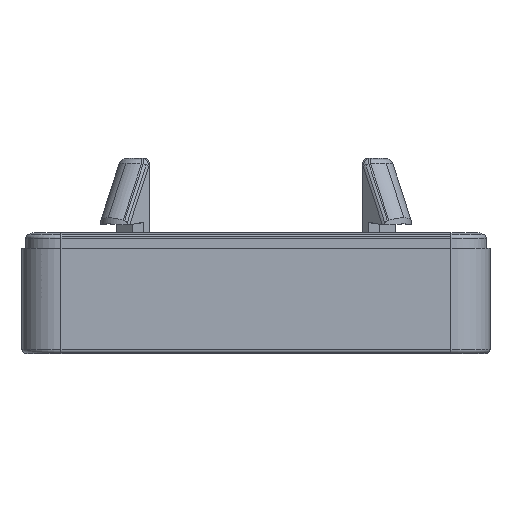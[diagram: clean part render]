
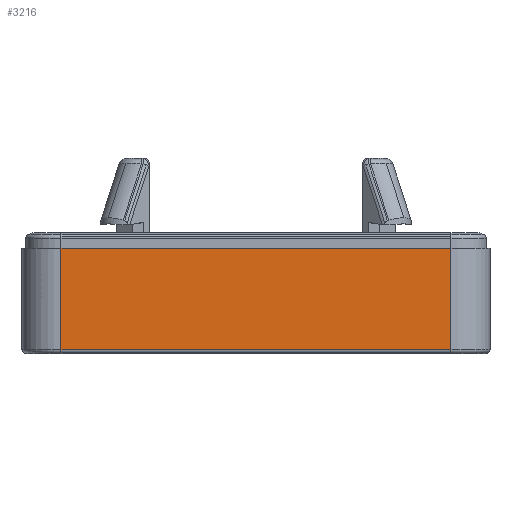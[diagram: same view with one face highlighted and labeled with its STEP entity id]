
A CAD part, left-side view. The second image highlights one B-rep face of the part: STEP entity #3216.
In plain terms, the highlighted planar face has unit normal (-1, 0, 0).
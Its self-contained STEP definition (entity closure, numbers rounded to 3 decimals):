
#778 = EDGE_CURVE ( 'NONE', #14570, #14436, #7984, .T. ) ;
#1106 = DIRECTION ( 'NONE',  ( -1., 0., 0. ) ) ;
#1427 = CARTESIAN_POINT ( 'NONE',  ( -74., -25., -13. ) ) ;
#1785 = LINE ( 'NONE', #11492, #12765 ) ;
#1922 = ORIENTED_EDGE ( 'NONE', *, *, #7709, .F. ) ;
#1948 = CARTESIAN_POINT ( 'NONE',  ( -74., -25., -13. ) ) ;
#2235 = VERTEX_POINT ( 'NONE', #5554 ) ;
#2380 = ORIENTED_EDGE ( 'NONE', *, *, #5980, .F. ) ;
#3216 = ADVANCED_FACE ( 'NONE', ( #5979 ), #14531, .T. ) ;
#3936 = LINE ( 'NONE', #1427, #12592 ) ;
#5153 = EDGE_LOOP ( 'NONE', ( #1922, #8671, #2380, #6595 ) ) ;
#5500 = EDGE_CURVE ( 'NONE', #11229, #2235, #1785, .T. ) ;
#5554 = CARTESIAN_POINT ( 'NONE',  ( -74., 25., -13. ) ) ;
#5979 = FACE_OUTER_BOUND ( 'NONE', #5153, .T. ) ;
#5980 = EDGE_CURVE ( 'NONE', #11229, #14570, #13835, .T. ) ;
#6225 = DIRECTION ( 'NONE',  ( 0., 1., 0. ) ) ;
#6336 = DIRECTION ( 'NONE',  ( 0., -1., 0. ) ) ;
#6354 = VECTOR ( 'NONE', #6336, 1000. ) ;
#6595 = ORIENTED_EDGE ( 'NONE', *, *, #5500, .T. ) ;
#7551 = CARTESIAN_POINT ( 'NONE',  ( -74., 25., 0. ) ) ;
#7709 = EDGE_CURVE ( 'NONE', #14436, #2235, #3936, .T. ) ;
#7724 = CARTESIAN_POINT ( 'NONE',  ( -74., 25., 0. ) ) ;
#7984 = LINE ( 'NONE', #11606, #10332 ) ;
#8058 = DIRECTION ( 'NONE',  ( 0., 0., -1. ) ) ;
#8671 = ORIENTED_EDGE ( 'NONE', *, *, #778, .F. ) ;
#10332 = VECTOR ( 'NONE', #8058, 1000. ) ;
#10445 = DIRECTION ( 'NONE',  ( 0., 0., -1. ) ) ;
#10982 = DIRECTION ( 'NONE',  ( 0., 0., 1. ) ) ;
#11073 = CARTESIAN_POINT ( 'NONE',  ( -74., 25., 0. ) ) ;
#11229 = VERTEX_POINT ( 'NONE', #7551 ) ;
#11400 = AXIS2_PLACEMENT_3D ( 'NONE', #11073, #1106, #10982 ) ;
#11492 = CARTESIAN_POINT ( 'NONE',  ( -74., 25., 0. ) ) ;
#11606 = CARTESIAN_POINT ( 'NONE',  ( -74., -25., 0. ) ) ;
#12592 = VECTOR ( 'NONE', #6225, 1000. ) ;
#12765 = VECTOR ( 'NONE', #10445, 1000. ) ;
#13835 = LINE ( 'NONE', #7724, #6354 ) ;
#14436 = VERTEX_POINT ( 'NONE', #1948 ) ;
#14531 = PLANE ( 'NONE',  #11400 ) ;
#14570 = VERTEX_POINT ( 'NONE', #14803 ) ;
#14803 = CARTESIAN_POINT ( 'NONE',  ( -74., -25., 0. ) ) ;
